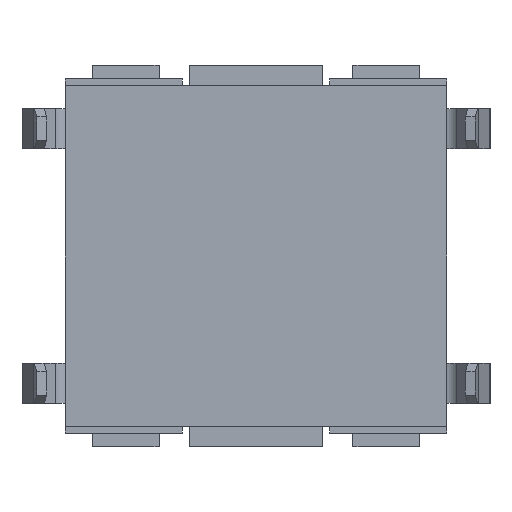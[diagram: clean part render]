
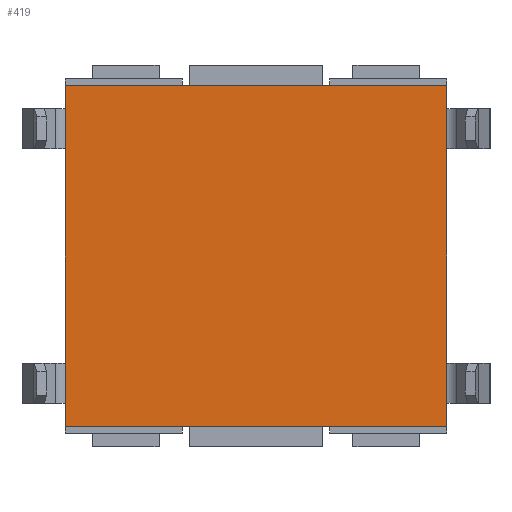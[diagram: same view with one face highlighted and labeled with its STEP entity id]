
A CAD part, front view. The second image highlights one B-rep face of the part: STEP entity #419.
In plain terms, the highlighted planar face has unit normal (0, -1, 0).
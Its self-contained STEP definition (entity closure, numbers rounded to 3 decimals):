
#212 = EDGE_CURVE ( 'NONE', #229, #223, #2215, .T. ) ;
#223 = VERTEX_POINT ( 'NONE', #2259 ) ;
#229 = VERTEX_POINT ( 'NONE', #2249 ) ;
#253 = VERTEX_POINT ( 'NONE', #2278 ) ;
#311 = VERTEX_POINT ( 'NONE', #2373 ) ;
#313 = EDGE_CURVE ( 'NONE', #253, #311, #2368, .T. ) ;
#345 = EDGE_CURVE ( 'NONE', #223, #253, #2438, .T. ) ;
#404 = EDGE_CURVE ( 'NONE', #229, #311, #2525, .T. ) ;
#411 = ORIENTED_EDGE ( 'NONE', *, *, #212, .F. ) ;
#419 = ADVANCED_FACE ( 'NONE', ( #2557 ), #2556, .T. ) ;
#420 = EDGE_LOOP ( 'NONE', ( #421, #422, #423, #411 ) ) ;
#421 = ORIENTED_EDGE ( 'NONE', *, *, #404, .T. ) ;
#422 = ORIENTED_EDGE ( 'NONE', *, *, #313, .F. ) ;
#423 = ORIENTED_EDGE ( 'NONE', *, *, #345, .F. ) ;
#2212 = DIRECTION ( 'NONE',  ( 0., 0., 1. ) ) ;
#2213 = VECTOR ( 'NONE', #2212, 1000. ) ;
#2214 = CARTESIAN_POINT ( 'NONE',  ( -5.7, 0., 0. ) ) ;
#2215 = LINE ( 'NONE', #2214, #2213 ) ;
#2249 = CARTESIAN_POINT ( 'NONE',  ( -5.7, 0., -5.1 ) ) ;
#2259 = CARTESIAN_POINT ( 'NONE',  ( -5.7, 0., 5.1 ) ) ;
#2278 = CARTESIAN_POINT ( 'NONE',  ( 5.7, 0., 5.1 ) ) ;
#2365 = DIRECTION ( 'NONE',  ( 0., 0., -1. ) ) ;
#2366 = VECTOR ( 'NONE', #2365, 1000. ) ;
#2367 = CARTESIAN_POINT ( 'NONE',  ( 5.7, 0., 0. ) ) ;
#2368 = LINE ( 'NONE', #2367, #2366 ) ;
#2373 = CARTESIAN_POINT ( 'NONE',  ( 5.7, 0., -5.1 ) ) ;
#2435 = DIRECTION ( 'NONE',  ( 1., 0., 0. ) ) ;
#2436 = VECTOR ( 'NONE', #2435, 1000. ) ;
#2437 = CARTESIAN_POINT ( 'NONE',  ( 5.7, 0., 5.1 ) ) ;
#2438 = LINE ( 'NONE', #2437, #2436 ) ;
#2522 = DIRECTION ( 'NONE',  ( 1., 0., 0. ) ) ;
#2523 = VECTOR ( 'NONE', #2522, 1000. ) ;
#2524 = CARTESIAN_POINT ( 'NONE',  ( -5.7, 0., -5.1 ) ) ;
#2525 = LINE ( 'NONE', #2524, #2523 ) ;
#2552 = DIRECTION ( 'NONE',  ( 0., 0., -1. ) ) ;
#2553 = DIRECTION ( 'NONE',  ( 0., -1., 0. ) ) ;
#2554 = CARTESIAN_POINT ( 'NONE',  ( 5.7, 0., 5.1 ) ) ;
#2555 = AXIS2_PLACEMENT_3D ( 'NONE', #2554, #2553, #2552 ) ;
#2556 = PLANE ( 'NONE',  #2555 ) ;
#2557 = FACE_OUTER_BOUND ( 'NONE', #420, .T. ) ;
